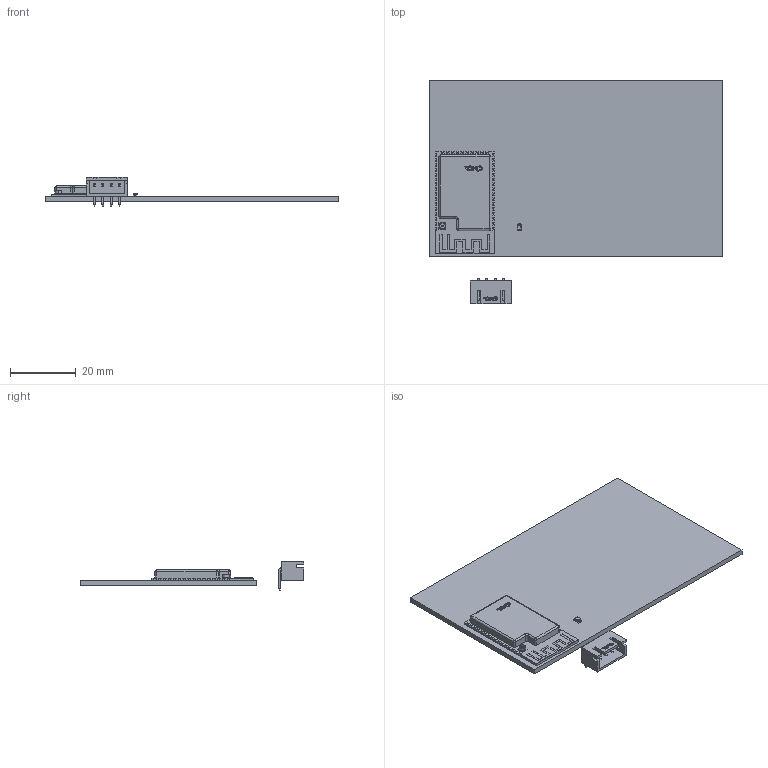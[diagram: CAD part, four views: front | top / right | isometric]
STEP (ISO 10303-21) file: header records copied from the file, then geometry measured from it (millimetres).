
FILE_DESCRIPTION(('Designed by EasyEDA Pro'),'2;1');
FILE_NAME('Open CASCADE Shape Model','2025-04-05T15:43:43',('Author'),( 'Open CASCADE'),'Open CASCADE STEP processor 7.8','Open CASCADE 7.8' ,'Unknown');
FILE_SCHEMA(('AUTOMOTIVE_DESIGN { 1 0 10303 214 1 1 1 1 }'));
Length unit declared in the file: millimetre
Products named in the file (12): EasyEDA PCB Model~ASFI; Board~ASFI; TopCopper~ASFI; BottomCopper~ASFI; TopFpcStiffener~ASFI; BottomFpcStiffener~ASFI; LED1~LED0805-R-RD~LED0805-RD~ASFI; LED0805-R-RD~LED0805-RD~ASFI; U2~WIFI-SMD_ESP32-S2-WROVER-I~WIFI-SMD_
L31.0-W18.0-H3.3-ESP32-S2-WROVER-I~ASFI; WIFI-SMD_ESP32-S2-WROVER-I~WIFI-SMD_
L31.0-W18.0-H3.3-ESP32-S2-WROVER-I~ASFI; CN1~CONN-TH_XH-4AW~CONN-TH_XH-4AW~ASFI; CONN-TH_XH-4AW~CONN-TH_XH-4AW~ASFI
Assembly tree (11 placements, depth 3):
  EasyEDA PCB Model~ASFI
    Board~ASFI
    TopCopper~ASFI
    BottomCopper~ASFI
    TopFpcStiffener~ASFI
    BottomFpcStiffener~ASFI
    LED1~LED0805-R-RD~LED0805-RD~ASFI
      LED0805-R-RD~LED0805-RD~ASFI
    U2~WIFI-SMD_ESP32-S2-WROVER-I~WIFI-SMD_
L31.0-W18.0-H3.3-ESP32-S2-WROVER-I~ASFI
      WIFI-SMD_ESP32-S2-WROVER-I~WIFI-SMD_
L31.0-W18.0-H3.3-ESP32-S2-WROVER-I~ASFI
    CN1~CONN-TH_XH-4AW~CONN-TH_XH-4AW~ASFI
      CONN-TH_XH-4AW~CONN-TH_XH-4AW~ASFI
Bounding box: 89.51 x 68.34 x 8.9 mm (x, y, z)
Volume: 9296.8 mm3; surface area: 12159.6 mm2
Topology: 33 solids, 33 shells, 1275 faces, 3619 edges, 2459 vertices
Faces by surface type: plane 838, bspline 326, cylinder 99, sphere 5, cone 4, revolution 2, torus 1
Entity records: 45684 total; most frequent: CARTESIAN_POINT 14016, ORIENTED_EDGE 7220, DIRECTION 5049, EDGE_CURVE 3610, LINE 2727, VECTOR 2727, VERTEX_POINT 2459, FACE_BOUND 1357
